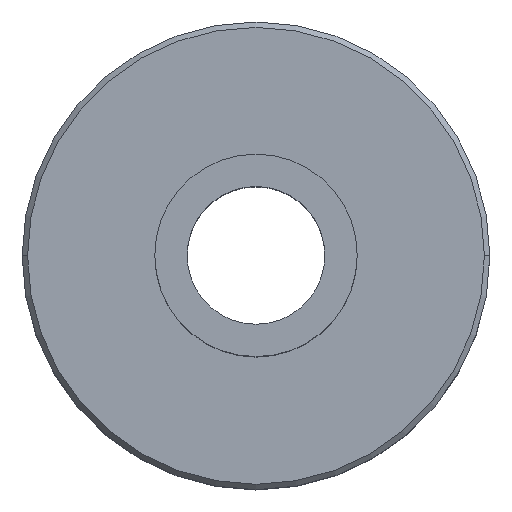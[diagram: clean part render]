
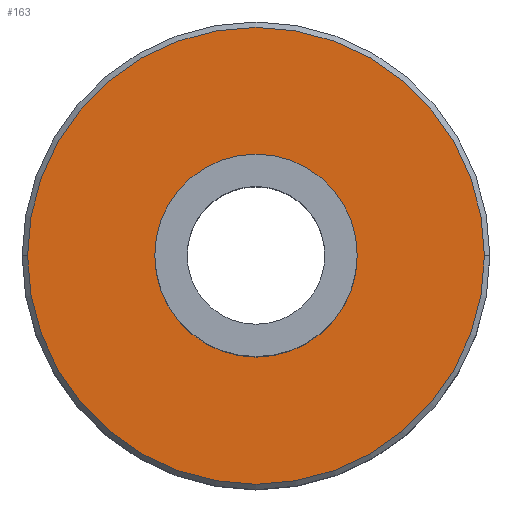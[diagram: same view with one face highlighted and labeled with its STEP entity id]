
A CAD part, top view. The second image highlights one B-rep face of the part: STEP entity #163.
In plain terms, the highlighted planar face has unit normal (0, 0, 1).
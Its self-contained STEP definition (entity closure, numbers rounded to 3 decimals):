
#15 = VERTEX_POINT ( 'NONE', #295 ) ;
#37 = AXIS2_PLACEMENT_3D ( 'NONE', #633, #266, #258 ) ;
#79 = DIRECTION ( 'NONE',  ( -1., 0., 0. ) ) ;
#110 = EDGE_LOOP ( 'NONE', ( #542, #698 ) ) ;
#123 = CARTESIAN_POINT ( 'NONE',  ( -4.762, 0., 0. ) ) ;
#155 = AXIS2_PLACEMENT_3D ( 'NONE', #661, #559, #222 ) ;
#163 = ADVANCED_FACE ( 'NONE', ( #414, #269 ), #686, .T. ) ;
#222 = DIRECTION ( 'NONE',  ( -1., 0., 0. ) ) ;
#251 = EDGE_CURVE ( 'NONE', #454, #15, #408, .T. ) ;
#258 = DIRECTION ( 'NONE',  ( 1., 0., 0. ) ) ;
#264 = DIRECTION ( 'NONE',  ( 0., 0., 1. ) ) ;
#266 = DIRECTION ( 'NONE',  ( 0., 0., 1. ) ) ;
#269 = FACE_BOUND ( 'NONE', #318, .T. ) ;
#270 = DIRECTION ( 'NONE',  ( 1., 0., 0. ) ) ;
#288 = VERTEX_POINT ( 'NONE', #629 ) ;
#295 = CARTESIAN_POINT ( 'NONE',  ( 10.744, 0., 0. ) ) ;
#313 = DIRECTION ( 'NONE',  ( 0., 0., -1. ) ) ;
#314 = EDGE_CURVE ( 'NONE', #487, #288, #391, .T. ) ;
#316 = CARTESIAN_POINT ( 'NONE',  ( -10.998, 0., 0. ) ) ;
#318 = EDGE_LOOP ( 'NONE', ( #561, #452 ) ) ;
#360 = DIRECTION ( 'NONE',  ( 1., 0., 0. ) ) ;
#376 = CARTESIAN_POINT ( 'NONE',  ( 0., 0., 0. ) ) ;
#391 = CIRCLE ( 'NONE', #549, 4.762 ) ;
#408 = CIRCLE ( 'NONE', #37, 10.744 ) ;
#411 = AXIS2_PLACEMENT_3D ( 'NONE', #316, #264, #270 ) ;
#414 = FACE_OUTER_BOUND ( 'NONE', #110, .T. ) ;
#452 = ORIENTED_EDGE ( 'NONE', *, *, #457, .T. ) ;
#454 = VERTEX_POINT ( 'NONE', #504 ) ;
#457 = EDGE_CURVE ( 'NONE', #288, #487, #535, .T. ) ;
#476 = DIRECTION ( 'NONE',  ( 0., 0., 1. ) ) ;
#487 = VERTEX_POINT ( 'NONE', #123 ) ;
#504 = CARTESIAN_POINT ( 'NONE',  ( -10.744, 0., 0. ) ) ;
#521 = EDGE_CURVE ( 'NONE', #15, #454, #564, .T. ) ;
#535 = CIRCLE ( 'NONE', #155, 4.762 ) ;
#542 = ORIENTED_EDGE ( 'NONE', *, *, #251, .T. ) ;
#549 = AXIS2_PLACEMENT_3D ( 'NONE', #376, #313, #79 ) ;
#559 = DIRECTION ( 'NONE',  ( 0., 0., -1. ) ) ;
#561 = ORIENTED_EDGE ( 'NONE', *, *, #314, .T. ) ;
#564 = CIRCLE ( 'NONE', #656, 10.744 ) ;
#629 = CARTESIAN_POINT ( 'NONE',  ( 4.762, 0., 0. ) ) ;
#633 = CARTESIAN_POINT ( 'NONE',  ( 0., 0., 0. ) ) ;
#656 = AXIS2_PLACEMENT_3D ( 'NONE', #683, #476, #360 ) ;
#661 = CARTESIAN_POINT ( 'NONE',  ( 0., 0., 0. ) ) ;
#683 = CARTESIAN_POINT ( 'NONE',  ( 0., 0., 0. ) ) ;
#686 = PLANE ( 'NONE',  #411 ) ;
#698 = ORIENTED_EDGE ( 'NONE', *, *, #521, .T. ) ;
